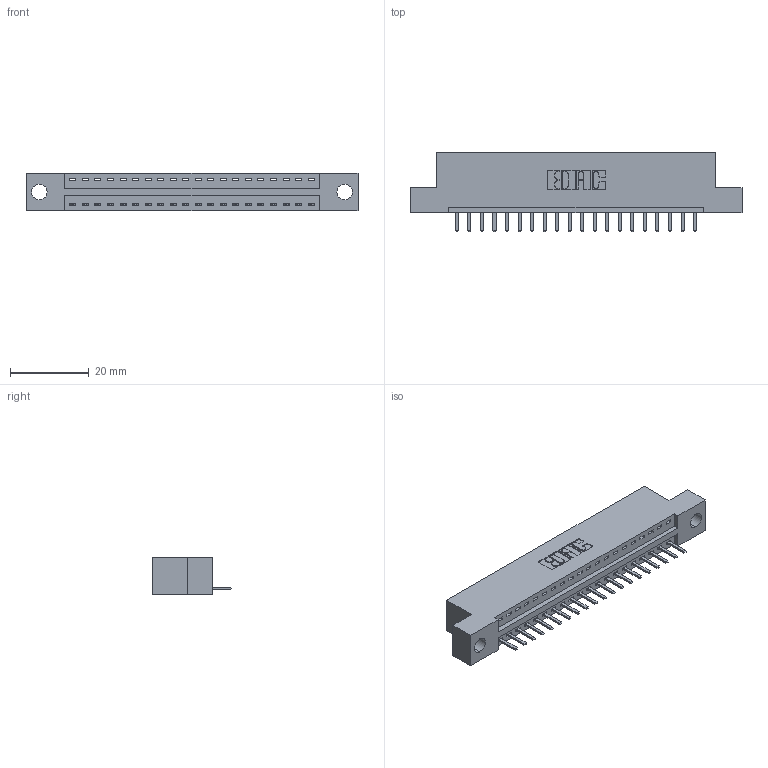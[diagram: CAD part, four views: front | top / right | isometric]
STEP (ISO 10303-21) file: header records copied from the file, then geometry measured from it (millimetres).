
FILE_DESCRIPTION (( 'STEP AP203' ), '1' );
FILE_NAME ('346-020-520-104.STEP', '2022-05-05T16:12:22', ( '' ), ( '' ), 'SwSTEP 2.0', 'SolidWorks 2020', '' );
FILE_SCHEMA (( 'CONFIG_CONTROL_DESIGN' ));
Length unit declared in the file: inch
Products named in the file (3): 345-292-001_345-293-120; 346 Part_Flush Mounting Lugs - 0.156 Dia-TH; 346-020-520-104
Assembly tree (21 placements, depth 2):
  346-020-520-104
    346 Part_Flush Mounting Lugs - 0.156 Dia-TH
    345-292-001_345-293-120  x20
Bounding box: 84.07 x 20.02 x 9.4 mm (x, y, z)
Volume: 7732.7 mm3; surface area: 9072.7 mm2
Topology: 21 solids, 21 shells, 1376 faces, 4045 edges, 2642 vertices
Faces by surface type: plane 930, cylinder 446
Entity records: 15907 total; most frequent: CARTESIAN_POINT 2754, ORIENTED_EDGE 2694, DIRECTION 2443, EDGE_CURVE 1347, VECTOR 1131, LINE 1131, VERTEX_POINT 894, AXIS2_PLACEMENT_3D 656
